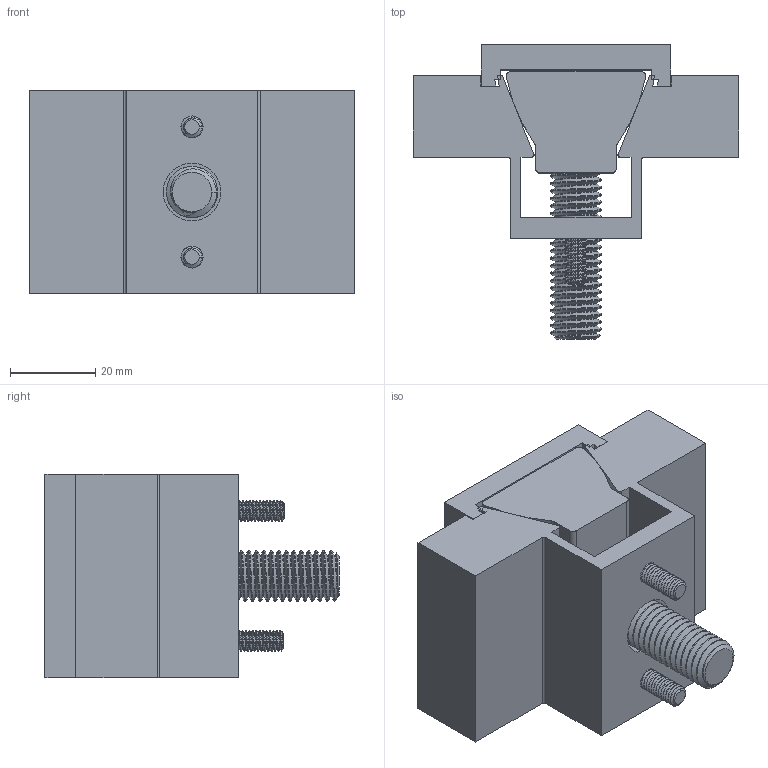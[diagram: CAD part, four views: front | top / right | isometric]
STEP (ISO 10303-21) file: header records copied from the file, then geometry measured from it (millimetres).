
FILE_DESCRIPTION (( 'STEP AP214' ), '1' );
FILE_NAME ('80150.STEP', '2020-01-20T20:52:50', ( 'Mike W' ), ( '' ), 'SwSTEP 2.0', 'SolidWorks 2018', '' );
FILE_SCHEMA (( 'AUTOMOTIVE_DESIGN' ));
Length unit declared in the file: inch
Products named in the file (6): M516MMFHCS_M516MMFHCS; 815001_815001; 60165_60165; 60340_60340; 60160_60160; 80150
Assembly tree (6 placements, depth 2):
  80150
    60160_60160
    60340_60340
    60165_60165
    815001_815001
    M516MMFHCS_M516MMFHCS  x2
Bounding box: 76.2 x 68.88 x 47.75 mm (x, y, z)
Volume: 97253.7 mm3; surface area: 35176.1 mm2
Topology: 6 solids, 6 shells, 412 faces, 1127 edges, 732 vertices
Faces by surface type: cylinder 275, plane 75, cone 46, torus 10, bspline 6
Entity records: 14968 total; most frequent: CARTESIAN_POINT 7629, ORIENTED_EDGE 1748, DIRECTION 1248, EDGE_CURVE 874, VERTEX_POINT 569, AXIS2_PLACEMENT_3D 438, VECTOR 372, LINE 372
